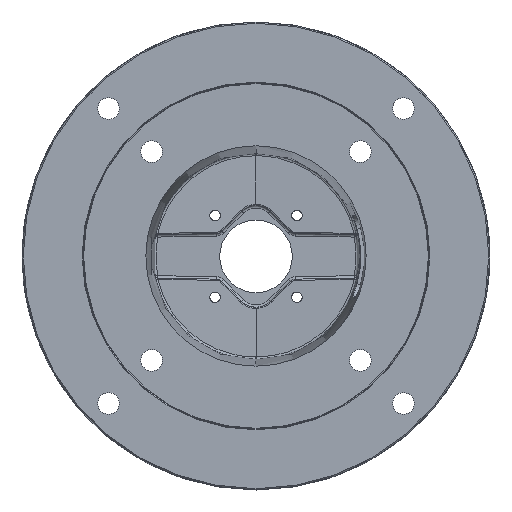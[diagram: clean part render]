
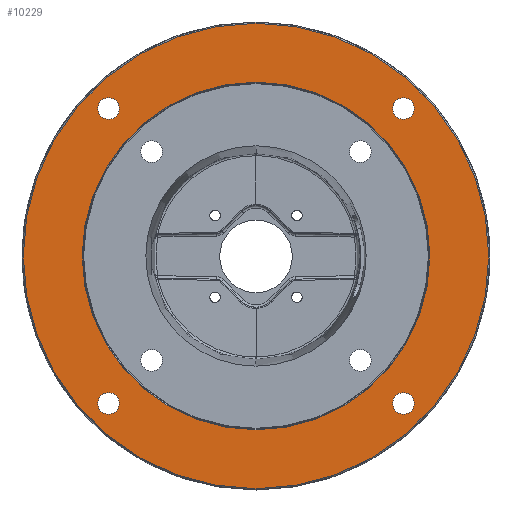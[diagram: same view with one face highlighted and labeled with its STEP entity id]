
A CAD part, top view. The second image highlights one B-rep face of the part: STEP entity #10229.
In plain terms, the highlighted planar face has unit normal (0, 0, 1).
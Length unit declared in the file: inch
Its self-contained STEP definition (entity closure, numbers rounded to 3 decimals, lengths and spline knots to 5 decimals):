
#35=CARTESIAN_POINT('',(0.,0.,-0.08));
#36=DIRECTION('',(0.,0.,1.));
#37=DIRECTION('',(0.,1.,0.));
#38=AXIS2_PLACEMENT_3D('',#35,#36,#37);
#44=CARTESIAN_POINT('',(0.,0.,-0.08));
#45=DIRECTION('',(0.,0.,-1.));
#46=DIRECTION('',(0.,1.,0.));
#47=AXIS2_PLACEMENT_3D('',#44,#45,#46);
#628=CARTESIAN_POINT('',(-3.62392,3.62392,-0.08));
#629=DIRECTION('',(0.,0.,-1.));
#630=DIRECTION('',(-0.707,0.707,0.));
#631=AXIS2_PLACEMENT_3D('',#628,#629,#630);
#633=CARTESIAN_POINT('',(-3.62392,3.62392,-0.08));
#634=DIRECTION('',(0.,0.,-1.));
#635=DIRECTION('',(0.707,-0.707,0.));
#636=AXIS2_PLACEMENT_3D('',#633,#634,#635);
#638=CARTESIAN_POINT('',(-3.62392,-3.62392,-0.08));
#639=DIRECTION('',(0.,0.,-1.));
#640=DIRECTION('',(-0.707,-0.707,0.));
#641=AXIS2_PLACEMENT_3D('',#638,#639,#640);
#643=CARTESIAN_POINT('',(-3.62392,-3.62392,-0.08));
#644=DIRECTION('',(0.,0.,-1.));
#645=DIRECTION('',(0.707,0.707,0.));
#646=AXIS2_PLACEMENT_3D('',#643,#644,#645);
#648=CARTESIAN_POINT('',(3.62392,-3.62392,-0.08));
#649=DIRECTION('',(0.,0.,-1.));
#650=DIRECTION('',(0.707,-0.707,0.));
#651=AXIS2_PLACEMENT_3D('',#648,#649,#650);
#653=CARTESIAN_POINT('',(3.62392,-3.62392,-0.08));
#654=DIRECTION('',(0.,0.,-1.));
#655=DIRECTION('',(-0.707,0.707,0.));
#656=AXIS2_PLACEMENT_3D('',#653,#654,#655);
#658=CARTESIAN_POINT('',(3.62392,3.62392,-0.08));
#659=DIRECTION('',(0.,0.,-1.));
#660=DIRECTION('',(0.707,0.707,0.));
#661=AXIS2_PLACEMENT_3D('',#658,#659,#660);
#663=CARTESIAN_POINT('',(3.62392,3.62392,-0.08));
#664=DIRECTION('',(0.,0.,-1.));
#665=DIRECTION('',(-0.707,-0.707,0.));
#666=AXIS2_PLACEMENT_3D('',#663,#664,#665);
#668=CARTESIAN_POINT('',(0.,0.,-0.08));
#669=DIRECTION('',(0.,0.,1.));
#670=DIRECTION('',(0.,1.,0.));
#671=AXIS2_PLACEMENT_3D('',#668,#669,#670);
#673=CARTESIAN_POINT('',(0.,0.,-0.08));
#674=DIRECTION('',(0.,0.,1.));
#675=DIRECTION('',(0.,-1.,0.));
#676=AXIS2_PLACEMENT_3D('',#673,#674,#675);
#8906=CARTESIAN_POINT('',(0.,5.72,-0.08));
#8907=CARTESIAN_POINT('',(0.,-5.72,-0.08));
#8908=VERTEX_POINT('',#8906);
#8909=VERTEX_POINT('',#8907);
#8930=CARTESIAN_POINT('',(-3.81131,3.81131,-0.08));
#8931=CARTESIAN_POINT('',(-3.43654,3.43654,-0.08));
#8932=VERTEX_POINT('',#8930);
#8933=VERTEX_POINT('',#8931);
#8974=CARTESIAN_POINT('',(-3.81131,-3.81131,-0.08));
#8975=CARTESIAN_POINT('',(-3.43654,-3.43654,-0.08));
#8976=VERTEX_POINT('',#8974);
#8977=VERTEX_POINT('',#8975);
#8982=CARTESIAN_POINT('',(3.81131,-3.81131,-0.08));
#8983=CARTESIAN_POINT('',(3.43654,-3.43654,-0.08));
#8984=VERTEX_POINT('',#8982);
#8985=VERTEX_POINT('',#8983);
#8990=CARTESIAN_POINT('',(3.81131,3.81131,-0.08));
#8991=CARTESIAN_POINT('',(3.43654,3.43654,-0.08));
#8992=VERTEX_POINT('',#8990);
#8993=VERTEX_POINT('',#8991);
#9010=CARTESIAN_POINT('',(0.,4.271,-0.08));
#9011=CARTESIAN_POINT('',(0.,-4.271,-0.08));
#9012=VERTEX_POINT('',#9010);
#9013=VERTEX_POINT('',#9011);
#10191=CARTESIAN_POINT('',(0.,0.,-0.08));
#10192=DIRECTION('',(0.,0.,1.));
#10193=DIRECTION('',(0.,1.,0.));
#10194=AXIS2_PLACEMENT_3D('',#10191,#10192,#10193);
#10195=PLANE('',#10194);
#10196=ORIENTED_EDGE('',*,*,#9148,.T.);
#10197=ORIENTED_EDGE('',*,*,#9133,.F.);
#10198=EDGE_LOOP('',(#10196,#10197));
#10199=FACE_OUTER_BOUND('',#10198,.F.);
#10201=ORIENTED_EDGE('',*,*,#10200,.F.);
#10203=ORIENTED_EDGE('',*,*,#10202,.F.);
#10204=EDGE_LOOP('',(#10201,#10203));
#10205=FACE_BOUND('',#10204,.F.);
#10207=ORIENTED_EDGE('',*,*,#10206,.F.);
#10209=ORIENTED_EDGE('',*,*,#10208,.F.);
#10210=EDGE_LOOP('',(#10207,#10209));
#10211=FACE_BOUND('',#10210,.F.);
#10213=ORIENTED_EDGE('',*,*,#10212,.F.);
#10215=ORIENTED_EDGE('',*,*,#10214,.F.);
#10216=EDGE_LOOP('',(#10213,#10215));
#10217=FACE_BOUND('',#10216,.F.);
#10219=ORIENTED_EDGE('',*,*,#10218,.F.);
#10221=ORIENTED_EDGE('',*,*,#10220,.F.);
#10222=EDGE_LOOP('',(#10219,#10221));
#10223=FACE_BOUND('',#10222,.F.);
#10225=ORIENTED_EDGE('',*,*,#10224,.T.);
#10226=ORIENTED_EDGE('',*,*,#10181,.T.);
#10227=EDGE_LOOP('',(#10225,#10226));
#10228=FACE_BOUND('',#10227,.F.);
#10229=ADVANCED_FACE('',(#10199,#10205,#10211,#10217,#10223,#10228),#10195,.T.);
#39=CIRCLE('',#38,5.72);
#48=CIRCLE('',#47,5.72);
#632=CIRCLE('',#631,0.265);
#637=CIRCLE('',#636,0.265);
#642=CIRCLE('',#641,0.265);
#647=CIRCLE('',#646,0.265);
#652=CIRCLE('',#651,0.265);
#657=CIRCLE('',#656,0.265);
#662=CIRCLE('',#661,0.265);
#667=CIRCLE('',#666,0.265);
#672=CIRCLE('',#671,4.271);
#677=CIRCLE('',#676,4.271);
#9133=EDGE_CURVE('',#8908,#8909,#39,.T.);
#9148=EDGE_CURVE('',#8908,#8909,#48,.T.);
#10181=EDGE_CURVE('',#9013,#9012,#677,.T.);
#10200=EDGE_CURVE('',#8932,#8933,#632,.T.);
#10202=EDGE_CURVE('',#8933,#8932,#637,.T.);
#10206=EDGE_CURVE('',#8976,#8977,#642,.T.);
#10208=EDGE_CURVE('',#8977,#8976,#647,.T.);
#10212=EDGE_CURVE('',#8984,#8985,#652,.T.);
#10214=EDGE_CURVE('',#8985,#8984,#657,.T.);
#10218=EDGE_CURVE('',#8992,#8993,#662,.T.);
#10220=EDGE_CURVE('',#8993,#8992,#667,.T.);
#10224=EDGE_CURVE('',#9012,#9013,#672,.T.);
